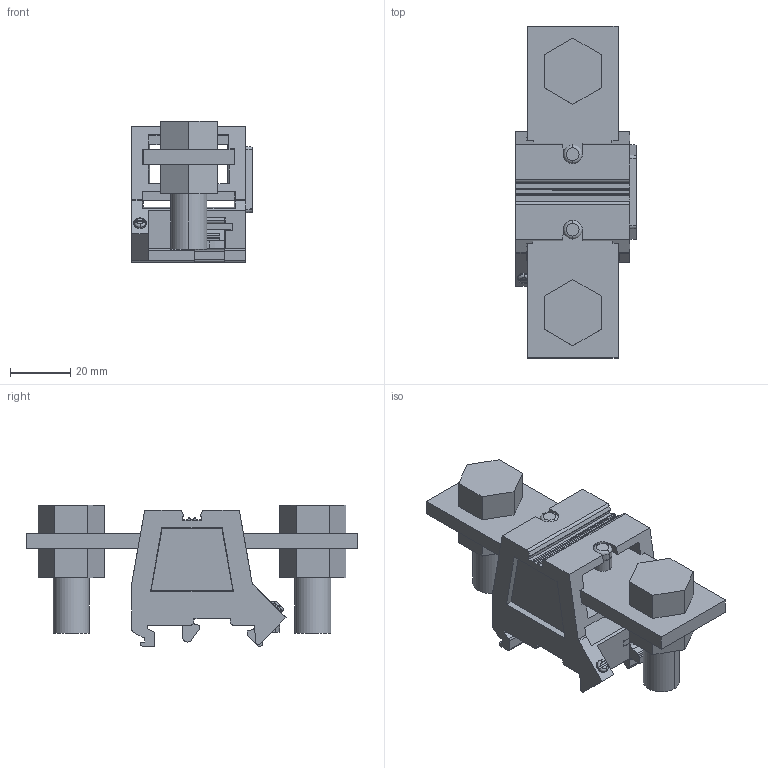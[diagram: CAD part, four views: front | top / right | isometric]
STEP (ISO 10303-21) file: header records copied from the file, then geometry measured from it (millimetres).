
FILE_DESCRIPTION(('STEP AP214'),'1');
FILE_NAME(' ',' ',('TraceParts'),('TraceParts S.A.'),'XStep 1.0',' ',' ');
FILE_SCHEMA(('automotive_design'));
Length unit declared in the file: millimetre
Products named in the file (1): UHV95-AS-AS_SEF.step|uhv_95_as_as.PRT;uhv_95_as_as.PRT
Bounding box: 39.95 x 110 x 47.05 mm (x, y, z)
Volume: 65216.2 mm3; surface area: 30775.5 mm2
Topology: 1 solids, 1 shells, 374 faces, 1090 edges, 716 vertices
Faces by surface type: plane 212, cylinder 132, cone 13, torus 10, bspline 7
Entity records: 13841 total; most frequent: CARTESIAN_POINT 4052, ORIENTED_EDGE 2164, DIRECTION 1884, EDGE_CURVE 1082, LINE 736, VECTOR 736, VERTEX_POINT 716, AXIS2_PLACEMENT_3D 574
